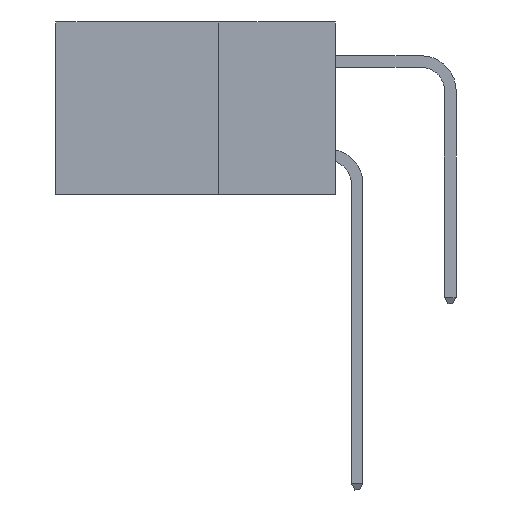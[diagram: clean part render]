
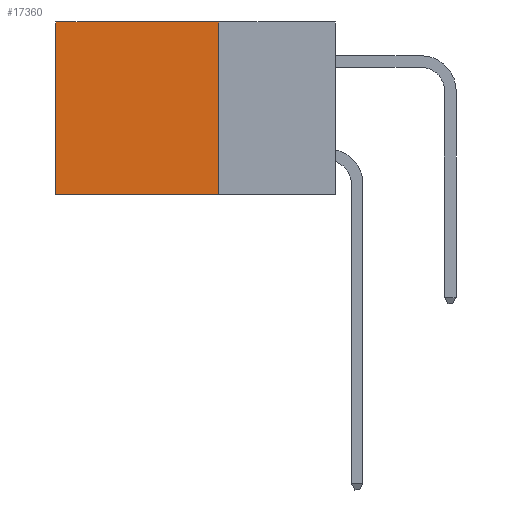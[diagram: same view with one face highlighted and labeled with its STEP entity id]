
A CAD part, left-side view. The second image highlights one B-rep face of the part: STEP entity #17360.
In plain terms, the highlighted planar face has unit normal (-1, 0, 0).
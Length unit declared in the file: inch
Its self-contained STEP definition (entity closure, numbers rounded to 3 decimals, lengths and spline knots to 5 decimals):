
#463 = DIRECTION ( 'NONE',  ( 0., 0., -1. ) ) ;
#1449 = LINE ( 'NONE', #7648, #9995 ) ;
#1517 = ORIENTED_EDGE ( 'NONE', *, *, #19103, .F. ) ;
#1702 = VERTEX_POINT ( 'NONE', #11456 ) ;
#2797 = VERTEX_POINT ( 'NONE', #9941 ) ;
#3854 = DIRECTION ( 'NONE',  ( 0., 0., -1. ) ) ;
#5637 = AXIS2_PLACEMENT_3D ( 'NONE', #12213, #13907, #3854 ) ;
#5699 = VECTOR ( 'NONE', #16187, 39.37008 ) ;
#6227 = VERTEX_POINT ( 'NONE', #11754 ) ;
#7648 = CARTESIAN_POINT ( 'NONE',  ( 0.2875, 0.25, 0. ) ) ;
#7711 = CARTESIAN_POINT ( 'NONE',  ( 0.2875, 0.25, -0.37 ) ) ;
#9333 = FACE_OUTER_BOUND ( 'NONE', #19385, .T. ) ;
#9342 = DIRECTION ( 'NONE',  ( 0., 0., -1. ) ) ;
#9501 = ORIENTED_EDGE ( 'NONE', *, *, #14193, .F. ) ;
#9941 = CARTESIAN_POINT ( 'NONE',  ( 0.2875, 0.6, -0.37 ) ) ;
#9995 = VECTOR ( 'NONE', #9342, 39.37008 ) ;
#10554 = PLANE ( 'NONE',  #5637 ) ;
#11456 = CARTESIAN_POINT ( 'NONE',  ( 0.2875, 0.25, -0.37 ) ) ;
#11543 = ORIENTED_EDGE ( 'NONE', *, *, #19145, .T. ) ;
#11663 = LINE ( 'NONE', #7711, #19888 ) ;
#11754 = CARTESIAN_POINT ( 'NONE',  ( 0.2875, 0.6, 0. ) ) ;
#12213 = CARTESIAN_POINT ( 'NONE',  ( 0.2875, 0.25, 0. ) ) ;
#13556 = LINE ( 'NONE', #20477, #17413 ) ;
#13907 = DIRECTION ( 'NONE',  ( 1., 0., 0. ) ) ;
#14193 = EDGE_CURVE ( 'NONE', #14196, #1702, #1449, .T. ) ;
#14196 = VERTEX_POINT ( 'NONE', #19194 ) ;
#14538 = CARTESIAN_POINT ( 'NONE',  ( 0.2875, 0.25, 0. ) ) ;
#15342 = EDGE_CURVE ( 'NONE', #6227, #2797, #13556, .T. ) ;
#16046 = DIRECTION ( 'NONE',  ( 0., 1., 0. ) ) ;
#16187 = DIRECTION ( 'NONE',  ( 0., 1., 0. ) ) ;
#17360 = ADVANCED_FACE ( 'NONE', ( #9333 ), #10554, .F. ) ;
#17413 = VECTOR ( 'NONE', #463, 39.37008 ) ;
#18888 = LINE ( 'NONE', #14538, #5699 ) ;
#19103 = EDGE_CURVE ( 'NONE', #1702, #2797, #11663, .T. ) ;
#19145 = EDGE_CURVE ( 'NONE', #14196, #6227, #18888, .T. ) ;
#19194 = CARTESIAN_POINT ( 'NONE',  ( 0.2875, 0.25, 0. ) ) ;
#19385 = EDGE_LOOP ( 'NONE', ( #20389, #1517, #9501, #11543 ) ) ;
#19888 = VECTOR ( 'NONE', #16046, 39.37008 ) ;
#20389 = ORIENTED_EDGE ( 'NONE', *, *, #15342, .T. ) ;
#20477 = CARTESIAN_POINT ( 'NONE',  ( 0.2875, 0.6, 0. ) ) ;
